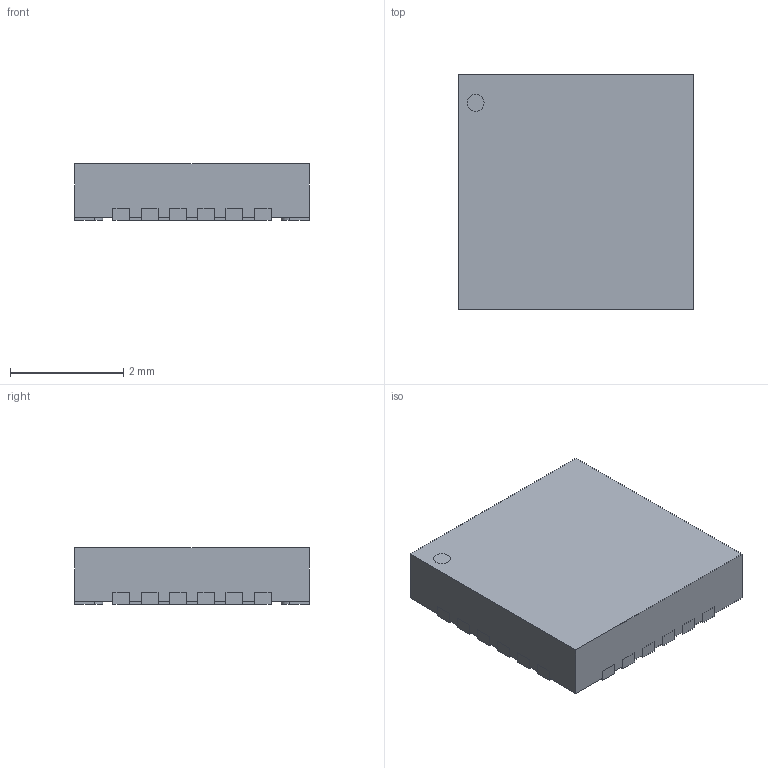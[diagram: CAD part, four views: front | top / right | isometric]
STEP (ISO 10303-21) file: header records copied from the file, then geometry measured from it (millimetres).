
FILE_DESCRIPTION((''),'2;1');
FILE_NAME('QFN50P400X400X100-25N-S265.stp','2010-08-24T10:08:50',(''),(''),'Mechanical Desktop 2010','Mechanical Desktop 2010',', , ');
FILE_SCHEMA(('AUTOMOTIVE_DESIGN { 1 2 10303 214 1 1 1 1 }'));
Length unit declared in the file: millimetre
Products named in the file (1): Product
Bounding box: 4.15 x 4.15 x 1 mm (x, y, z)
Volume: 17 mm3; surface area: 84.8 mm2
Topology: 30 solids, 30 shells, 282 faces, 660 edges, 440 vertices
Faces by surface type: plane 126, bspline 126, cylinder 30
Entity records: 8349 total; most frequent: CARTESIAN_POINT 2111, ORIENTED_EDGE 1320, DIRECTION 1084, EDGE_CURVE 660, VECTOR 550, LINE 550, VERTEX_POINT 440, EDGE_LOOP 284
